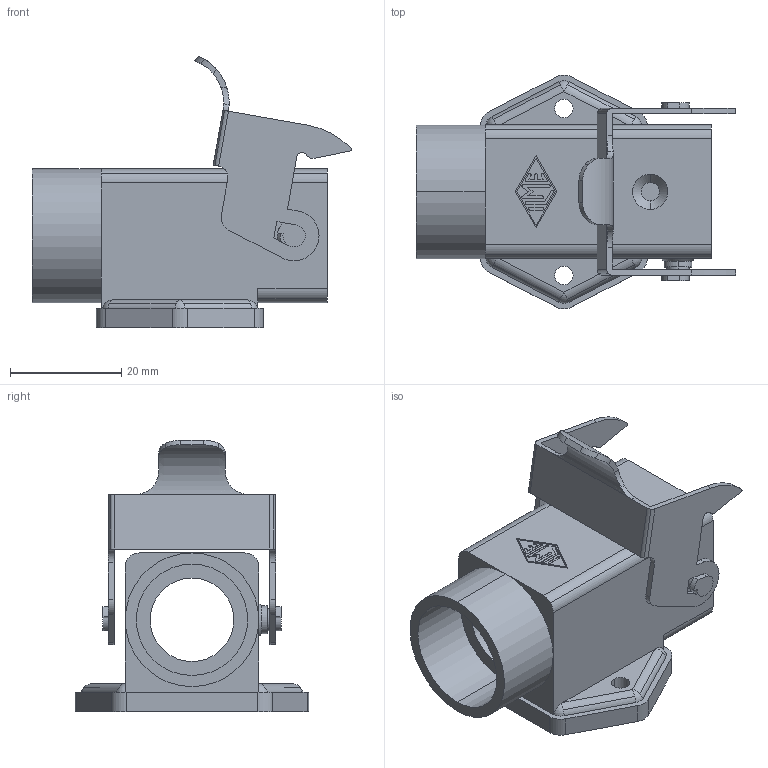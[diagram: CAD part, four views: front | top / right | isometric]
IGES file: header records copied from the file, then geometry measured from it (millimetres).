
Global section: file name: No Iges File Name specified; native system: AutoDesk Inventor R6.1; preprocessor: AutoDesk Inventor Iges Exporter R6.1; author: No Author specified; organization: No Organization specified; date: 20061207.103516; units: millimetre
Bounding box: 57.34 x 42 x 48.73 mm (x, y, z)
Volume: 10766 mm3; surface area: 13296 mm2
Topology: 1 solids, 3 shells, 263 faces, 698 edges, 449 vertices
Faces by surface type: plane 111, revolution 63, cylinder 49, bspline 29, sphere 8, cone 3
